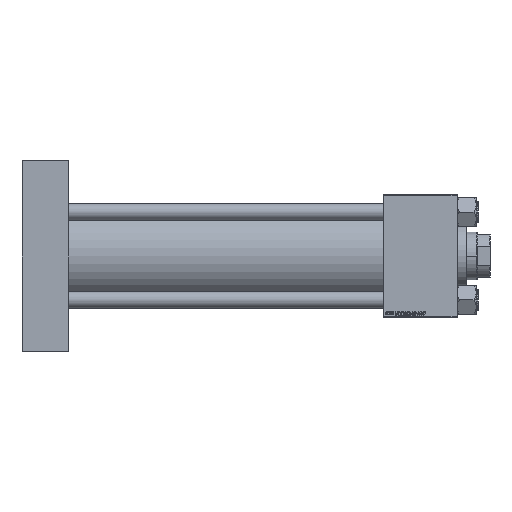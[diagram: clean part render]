
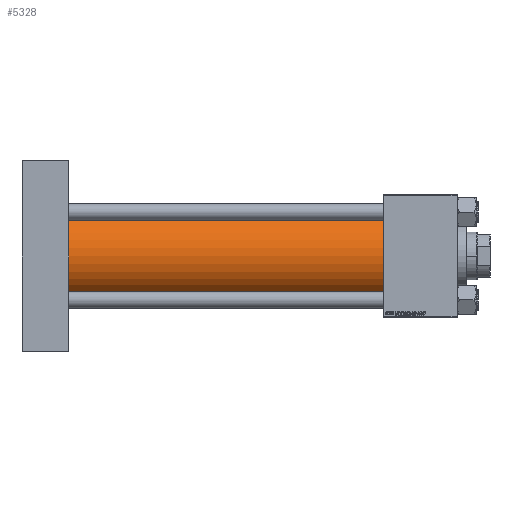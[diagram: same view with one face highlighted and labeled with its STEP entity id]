
A CAD part, front view. The second image highlights one B-rep face of the part: STEP entity #5328.
In plain terms, the highlighted cylindrical face has radius 43 mm (diameter 86 mm), a partial arc.
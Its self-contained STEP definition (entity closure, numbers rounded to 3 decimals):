
#817 = CARTESIAN_POINT ( 'NONE',  ( 44., 0., 0. ) ) ;
#3323 = CARTESIAN_POINT ( 'NONE',  ( 340., 0., -43. ) ) ;
#4071 = CARTESIAN_POINT ( 'NONE',  ( 44., 0., 43. ) ) ;
#4640 = VERTEX_POINT ( 'NONE', #36470 ) ;
#5328 = ADVANCED_FACE ( 'NONE', ( #50623 ), #9612, .T. ) ;
#7018 = ORIENTED_EDGE ( 'NONE', *, *, #15175, .T. ) ;
#7118 = DIRECTION ( 'NONE',  ( -1., 0., 0. ) ) ;
#7235 = DIRECTION ( 'NONE',  ( 0., 0., -1. ) ) ;
#8874 = EDGE_CURVE ( 'NONE', #45478, #4640, #49415, .T. ) ;
#9612 = CYLINDRICAL_SURFACE ( 'NONE', #44332, 43. ) ;
#10689 = CARTESIAN_POINT ( 'NONE',  ( 340., 0., 0. ) ) ;
#12673 = ORIENTED_EDGE ( 'NONE', *, *, #14039, .F. ) ;
#14039 = EDGE_CURVE ( 'NONE', #14674, #4640, #32100, .T. ) ;
#14674 = VERTEX_POINT ( 'NONE', #46098 ) ;
#15175 = EDGE_CURVE ( 'NONE', #24883, #45478, #51602, .T. ) ;
#16426 = VECTOR ( 'NONE', #7118, 1000. ) ;
#17569 = DIRECTION ( 'NONE',  ( 0., 0., 1. ) ) ;
#17853 = CARTESIAN_POINT ( 'NONE',  ( 340., 0., 43. ) ) ;
#18948 = DIRECTION ( 'NONE',  ( 1., 0., 0. ) ) ;
#19576 = DIRECTION ( 'NONE',  ( -1., 0., 0. ) ) ;
#22305 = ORIENTED_EDGE ( 'NONE', *, *, #30753, .F. ) ;
#23491 = CIRCLE ( 'NONE', #32722, 43. ) ;
#24137 = CARTESIAN_POINT ( 'NONE',  ( 340., 0., 43. ) ) ;
#24883 = VERTEX_POINT ( 'NONE', #17853 ) ;
#25131 = EDGE_LOOP ( 'NONE', ( #12673, #22305, #7018, #30582 ) ) ;
#25841 = CARTESIAN_POINT ( 'NONE',  ( 340., 0., 0. ) ) ;
#30582 = ORIENTED_EDGE ( 'NONE', *, *, #8874, .T. ) ;
#30753 = EDGE_CURVE ( 'NONE', #24883, #14674, #23491, .T. ) ;
#32100 = LINE ( 'NONE', #3323, #34275 ) ;
#32722 = AXIS2_PLACEMENT_3D ( 'NONE', #10689, #18948, #7235 ) ;
#34275 = VECTOR ( 'NONE', #19576, 1000. ) ;
#36470 = CARTESIAN_POINT ( 'NONE',  ( 44., 0., -43. ) ) ;
#42072 = DIRECTION ( 'NONE',  ( 1., 0., 0. ) ) ;
#42099 = DIRECTION ( 'NONE',  ( 0., 0., 1. ) ) ;
#44332 = AXIS2_PLACEMENT_3D ( 'NONE', #25841, #45846, #42099 ) ;
#45478 = VERTEX_POINT ( 'NONE', #4071 ) ;
#45846 = DIRECTION ( 'NONE',  ( -1., 0., 0. ) ) ;
#46098 = CARTESIAN_POINT ( 'NONE',  ( 340., 0., -43. ) ) ;
#47713 = AXIS2_PLACEMENT_3D ( 'NONE', #817, #42072, #17569 ) ;
#49415 = CIRCLE ( 'NONE', #47713, 43. ) ;
#50623 = FACE_OUTER_BOUND ( 'NONE', #25131, .T. ) ;
#51602 = LINE ( 'NONE', #24137, #16426 ) ;
